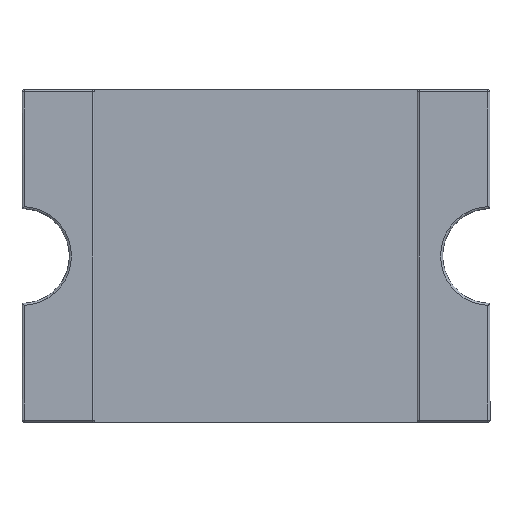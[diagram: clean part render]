
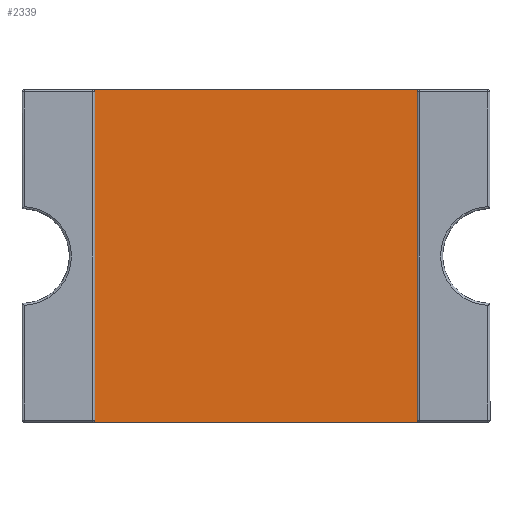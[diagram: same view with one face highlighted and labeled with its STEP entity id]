
A CAD part, front view. The second image highlights one B-rep face of the part: STEP entity #2339.
In plain terms, the highlighted planar face has unit normal (0, -1, 0).
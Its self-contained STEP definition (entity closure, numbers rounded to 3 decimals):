
#451 = DIRECTION ( 'NONE',  ( 1., 0., 0. ) ) ;
#532 = AXIS2_PLACEMENT_3D ( 'NONE', #730, #18333, #15285 ) ;
#730 = CARTESIAN_POINT ( 'NONE',  ( -1.55, -0.36, 1.598 ) ) ;
#797 = VERTEX_POINT ( 'NONE', #4195 ) ;
#1403 = CARTESIAN_POINT ( 'NONE',  ( -1.55, -0.36, 1.598 ) ) ;
#1410 = ORIENTED_EDGE ( 'NONE', *, *, #17762, .F. ) ;
#1418 = VECTOR ( 'NONE', #451, 1000. ) ;
#2067 = VECTOR ( 'NONE', #11016, 1000. ) ;
#2339 = ADVANCED_FACE ( 'NONE', ( #9454 ), #14028, .F. ) ;
#2629 = VECTOR ( 'NONE', #7226, 1000. ) ;
#2768 = LINE ( 'NONE', #1403, #2629 ) ;
#3018 = CARTESIAN_POINT ( 'NONE',  ( 1.55, -0.36, -1.598 ) ) ;
#4195 = CARTESIAN_POINT ( 'NONE',  ( -1.55, -0.36, 1.598 ) ) ;
#4859 = CARTESIAN_POINT ( 'NONE',  ( 1.55, -0.36, 1.598 ) ) ;
#5027 = EDGE_CURVE ( 'NONE', #6009, #17734, #13936, .T. ) ;
#5476 = LINE ( 'NONE', #18436, #2067 ) ;
#6009 = VERTEX_POINT ( 'NONE', #10648 ) ;
#6838 = ORIENTED_EDGE ( 'NONE', *, *, #5027, .T. ) ;
#6957 = EDGE_CURVE ( 'NONE', #797, #12319, #5476, .T. ) ;
#7226 = DIRECTION ( 'NONE',  ( 0., 0., -1. ) ) ;
#7236 = EDGE_LOOP ( 'NONE', ( #6838, #1410, #10417, #12717 ) ) ;
#7378 = LINE ( 'NONE', #4859, #14223 ) ;
#7621 = CARTESIAN_POINT ( 'NONE',  ( -1.55, -0.36, -1.598 ) ) ;
#9454 = FACE_OUTER_BOUND ( 'NONE', #7236, .T. ) ;
#10353 = CARTESIAN_POINT ( 'NONE',  ( 1.55, -0.36, 1.598 ) ) ;
#10417 = ORIENTED_EDGE ( 'NONE', *, *, #6957, .F. ) ;
#10648 = CARTESIAN_POINT ( 'NONE',  ( -1.55, -0.36, -1.598 ) ) ;
#10664 = EDGE_CURVE ( 'NONE', #797, #6009, #2768, .T. ) ;
#11016 = DIRECTION ( 'NONE',  ( 1., 0., 0. ) ) ;
#12036 = DIRECTION ( 'NONE',  ( 0., 0., -1. ) ) ;
#12319 = VERTEX_POINT ( 'NONE', #10353 ) ;
#12717 = ORIENTED_EDGE ( 'NONE', *, *, #10664, .T. ) ;
#13936 = LINE ( 'NONE', #7621, #1418 ) ;
#14028 = PLANE ( 'NONE',  #532 ) ;
#14223 = VECTOR ( 'NONE', #12036, 1000. ) ;
#15285 = DIRECTION ( 'NONE',  ( 0., 0., 1. ) ) ;
#17734 = VERTEX_POINT ( 'NONE', #3018 ) ;
#17762 = EDGE_CURVE ( 'NONE', #12319, #17734, #7378, .T. ) ;
#18333 = DIRECTION ( 'NONE',  ( 0., 1., 0. ) ) ;
#18436 = CARTESIAN_POINT ( 'NONE',  ( -1.55, -0.36, 1.598 ) ) ;
